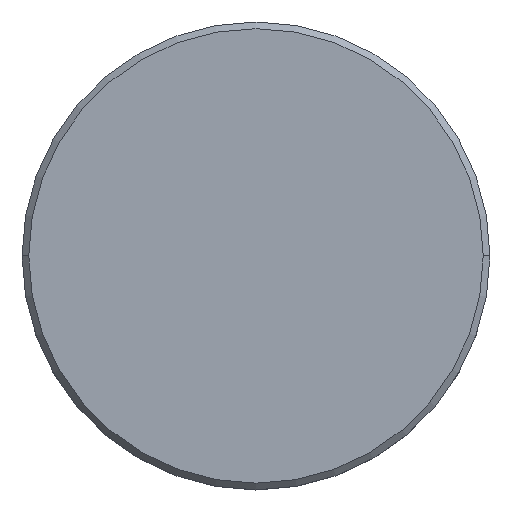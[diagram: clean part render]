
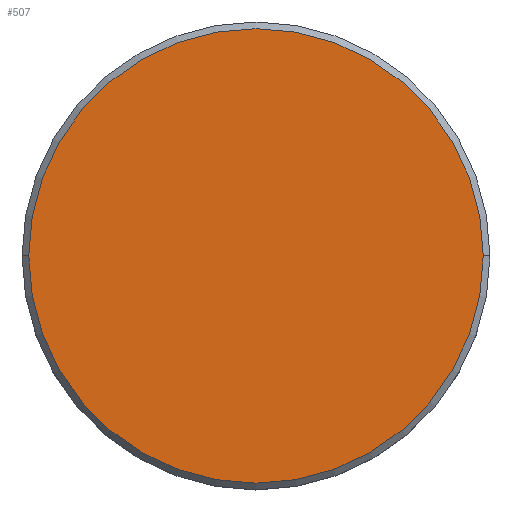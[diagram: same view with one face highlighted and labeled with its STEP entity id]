
A CAD part, top view. The second image highlights one B-rep face of the part: STEP entity #507.
In plain terms, the highlighted planar face has unit normal (0, 0, 1).
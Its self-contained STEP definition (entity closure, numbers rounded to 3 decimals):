
#65 = AXIS2_PLACEMENT_3D ( 'NONE', #404, #221, #308 ) ;
#116 = PLANE ( 'NONE',  #851 ) ;
#221 = DIRECTION ( 'NONE',  ( 0., 0., 1. ) ) ;
#232 = CARTESIAN_POINT ( 'NONE',  ( 0., 0., 0. ) ) ;
#255 = ORIENTED_EDGE ( 'NONE', *, *, #964, .T. ) ;
#308 = DIRECTION ( 'NONE',  ( 1., 0., 0. ) ) ;
#309 = CARTESIAN_POINT ( 'NONE',  ( 17., 0., 0. ) ) ;
#322 = EDGE_LOOP ( 'NONE', ( #423, #255 ) ) ;
#404 = CARTESIAN_POINT ( 'NONE',  ( 0., 0., 0. ) ) ;
#422 = AXIS2_PLACEMENT_3D ( 'NONE', #232, #602, #699 ) ;
#423 = ORIENTED_EDGE ( 'NONE', *, *, #1090, .T. ) ;
#430 = VERTEX_POINT ( 'NONE', #1018 ) ;
#498 = DIRECTION ( 'NONE',  ( 0., 0., 1. ) ) ;
#507 = ADVANCED_FACE ( 'NONE', ( #590 ), #116, .T. ) ;
#590 = FACE_OUTER_BOUND ( 'NONE', #322, .T. ) ;
#602 = DIRECTION ( 'NONE',  ( 0., 0., 1. ) ) ;
#628 = VERTEX_POINT ( 'NONE', #309 ) ;
#664 = DIRECTION ( 'NONE',  ( 1., 0., 0. ) ) ;
#699 = DIRECTION ( 'NONE',  ( 1., 0., 0. ) ) ;
#733 = CIRCLE ( 'NONE', #422, 17. ) ;
#844 = CIRCLE ( 'NONE', #65, 17. ) ;
#851 = AXIS2_PLACEMENT_3D ( 'NONE', #857, #498, #664 ) ;
#857 = CARTESIAN_POINT ( 'NONE',  ( 0., 0., 0. ) ) ;
#964 = EDGE_CURVE ( 'NONE', #628, #430, #844, .T. ) ;
#1018 = CARTESIAN_POINT ( 'NONE',  ( -17., 0., 0. ) ) ;
#1090 = EDGE_CURVE ( 'NONE', #430, #628, #733, .T. ) ;
